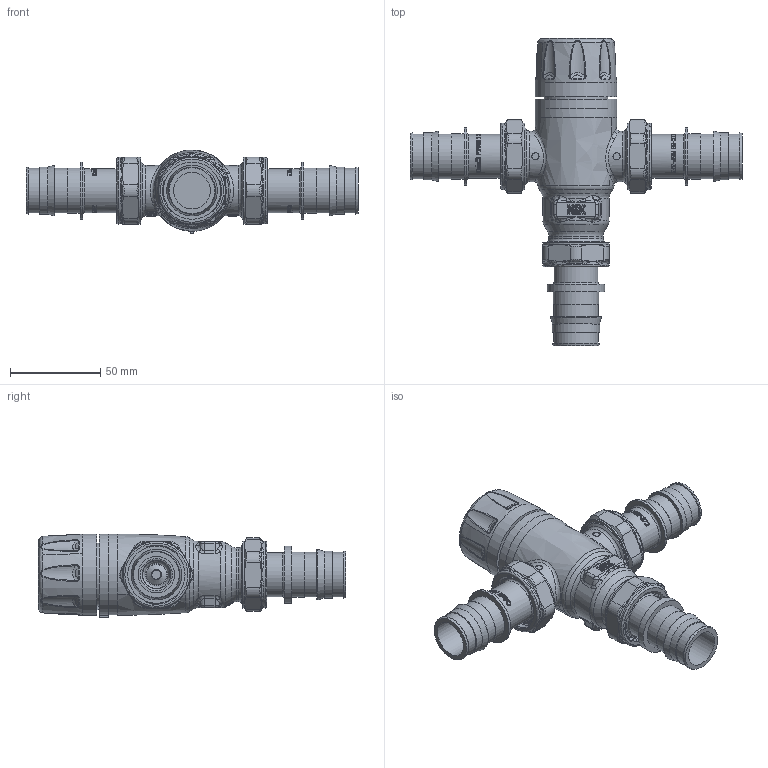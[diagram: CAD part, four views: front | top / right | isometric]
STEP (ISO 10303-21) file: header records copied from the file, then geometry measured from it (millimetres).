
FILE_DESCRIPTION(/* description */ (''),/* implementation_level */ '2;1');
FILE_NAME(/* name */ '521608AC_Simplify_1.stp',/* time_stamp */ '2025-07-31T09:36:19-05:00',/* author */ ('ischreiner'),/* organization */ (''),/* preprocessor_version */ 'ST-DEVELOPER v20',/* originating_system */ 'Autodesk Inventor 2025',/* authorisation */ '');
FILE_SCHEMA (('AUTOMOTIVE_DESIGN { 1 0 10303 214 3 1 1 }'));
Products named in the file (1): 521608AC_Simplify_1
Bounding box: 184.04 x 170.55 x 46.5 mm (x, y, z)
Volume: 240331 mm3; surface area: 68544.8 mm2
Topology: 9 solids, 9 shells, 3072 faces, 7758 edges, 4722 vertices
Faces by surface type: bspline 1157, plane 973, cylinder 581, torus 143, cone 138, sphere 80
Full cylindrical faces by diameter (mm): 2 x1, 4 x2, 5.24 x2, 8 x1, 9 x1, 12.6 x2, 15.748 x2, 16.55 x2, 19.55 x2, 19.6 x4, 20.091 x4, 20.32 x3, 20.6 x2, 20.701 x2, 22 x2, 24.384 x3, 24.765 x6, 25.095 x3, 26.111 x3, 27.686 x3, 28 x2, 29.515 x3, 30 x1, 30.5 x3, 31 x1, 31.75 x3, 33.1 x3, 37 x6, 45 x2
Entity records: 155322 total; most frequent: CARTESIAN_POINT 84887, ORIENTED_EDGE 15232, DIRECTION 12032, EDGE_CURVE 7616, VERTEX_POINT 4722, AXIS2_PLACEMENT_3D 4533, EDGE_LOOP 3260, STYLED_ITEM 3081
